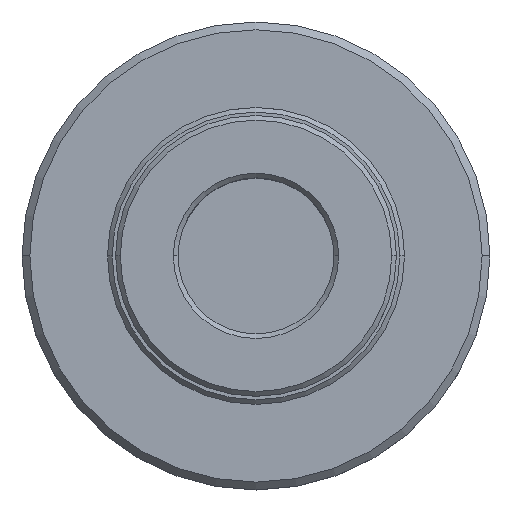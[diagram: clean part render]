
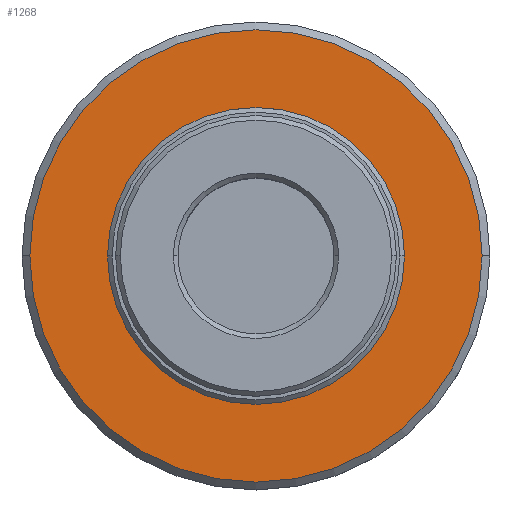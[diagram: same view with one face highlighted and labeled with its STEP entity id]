
A CAD part, top view. The second image highlights one B-rep face of the part: STEP entity #1268.
In plain terms, the highlighted planar face has unit normal (0, 0, 1).
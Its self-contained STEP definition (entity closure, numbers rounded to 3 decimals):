
#57 = CARTESIAN_POINT ( 'NONE',  ( 9.52, 0., 12.75 ) ) ;
#77 = CIRCLE ( 'NONE', #661, 9.52 ) ;
#113 = FACE_OUTER_BOUND ( 'NONE', #1657, .T. ) ;
#150 = DIRECTION ( 'NONE',  ( -1., 0., 0. ) ) ;
#155 = CARTESIAN_POINT ( 'NONE',  ( 0., 0., 12.75 ) ) ;
#249 = CIRCLE ( 'NONE', #1775, 14.5 ) ;
#301 = DIRECTION ( 'NONE',  ( -1., 0., 0. ) ) ;
#316 = VERTEX_POINT ( 'NONE', #1469 ) ;
#317 = ORIENTED_EDGE ( 'NONE', *, *, #359, .T. ) ;
#349 = DIRECTION ( 'NONE',  ( 0., 0., -1. ) ) ;
#354 = DIRECTION ( 'NONE',  ( 0., 0., 1. ) ) ;
#359 = EDGE_CURVE ( 'NONE', #316, #1251, #985, .T. ) ;
#379 = AXIS2_PLACEMENT_3D ( 'NONE', #756, #349, #1326 ) ;
#388 = EDGE_CURVE ( 'NONE', #1251, #316, #249, .T. ) ;
#502 = ORIENTED_EDGE ( 'NONE', *, *, #1342, .F. ) ;
#592 = EDGE_LOOP ( 'NONE', ( #502, #1628 ) ) ;
#640 = AXIS2_PLACEMENT_3D ( 'NONE', #1178, #354, #1328 ) ;
#661 = AXIS2_PLACEMENT_3D ( 'NONE', #1521, #683, #1671 ) ;
#683 = DIRECTION ( 'NONE',  ( 0., 0., 1. ) ) ;
#756 = CARTESIAN_POINT ( 'NONE',  ( 14.674, -14.674, 12.75 ) ) ;
#798 = VERTEX_POINT ( 'NONE', #1280 ) ;
#812 = EDGE_CURVE ( 'NONE', #853, #798, #1356, .T. ) ;
#853 = VERTEX_POINT ( 'NONE', #57 ) ;
#888 = CARTESIAN_POINT ( 'NONE',  ( -14.5, 0., 12.75 ) ) ;
#983 = DIRECTION ( 'NONE',  ( 0., 0., 1. ) ) ;
#985 = CIRCLE ( 'NONE', #1383, 14.5 ) ;
#1130 = DIRECTION ( 'NONE',  ( 0., 0., 1. ) ) ;
#1174 = PLANE ( 'NONE',  #379 ) ;
#1178 = CARTESIAN_POINT ( 'NONE',  ( 0., 0., 12.75 ) ) ;
#1251 = VERTEX_POINT ( 'NONE', #888 ) ;
#1268 = ADVANCED_FACE ( 'NONE', ( #1277, #113 ), #1174, .F. ) ;
#1277 = FACE_BOUND ( 'NONE', #592, .T. ) ;
#1280 = CARTESIAN_POINT ( 'NONE',  ( -9.52, 0., 12.75 ) ) ;
#1326 = DIRECTION ( 'NONE',  ( -1., 0., 0. ) ) ;
#1328 = DIRECTION ( 'NONE',  ( -1., 0., 0. ) ) ;
#1342 = EDGE_CURVE ( 'NONE', #798, #853, #77, .T. ) ;
#1356 = CIRCLE ( 'NONE', #640, 9.52 ) ;
#1383 = AXIS2_PLACEMENT_3D ( 'NONE', #1836, #983, #150 ) ;
#1469 = CARTESIAN_POINT ( 'NONE',  ( 14.5, 0., 12.75 ) ) ;
#1521 = CARTESIAN_POINT ( 'NONE',  ( 0., 0., 12.75 ) ) ;
#1628 = ORIENTED_EDGE ( 'NONE', *, *, #812, .F. ) ;
#1657 = EDGE_LOOP ( 'NONE', ( #1698, #317 ) ) ;
#1671 = DIRECTION ( 'NONE',  ( -1., 0., 0. ) ) ;
#1698 = ORIENTED_EDGE ( 'NONE', *, *, #388, .T. ) ;
#1775 = AXIS2_PLACEMENT_3D ( 'NONE', #155, #1130, #301 ) ;
#1836 = CARTESIAN_POINT ( 'NONE',  ( 0., 0., 12.75 ) ) ;
